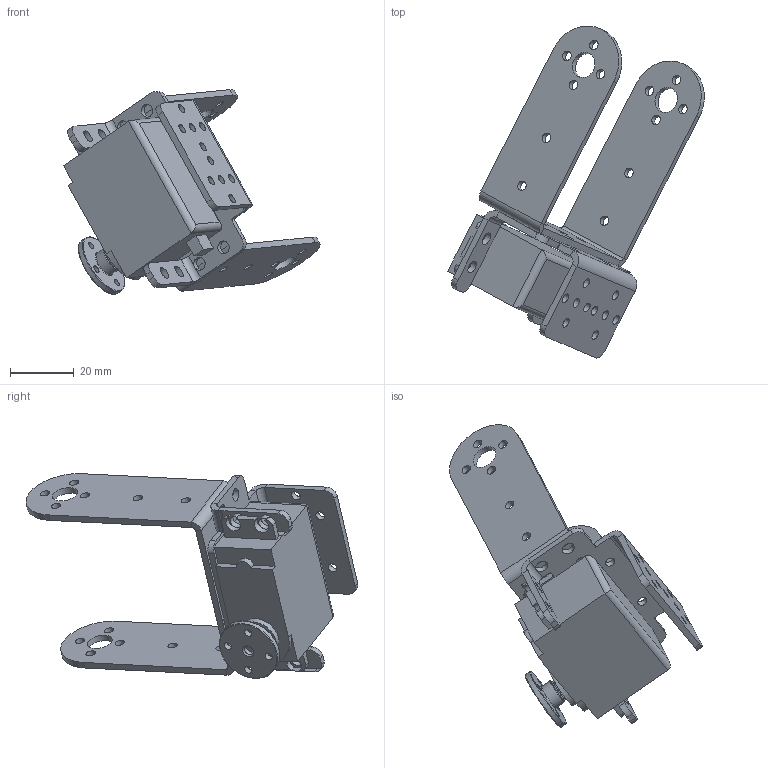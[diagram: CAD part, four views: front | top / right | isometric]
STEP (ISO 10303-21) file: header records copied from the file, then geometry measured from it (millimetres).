
FILE_DESCRIPTION(/* description */ (''),/* implementation_level */ '2;1');
FILE_NAME(/* name */ 'Joint_4_modelo_6R_ipt_74a15448.STEP',/* time_stamp */ '2020-07-01T16:50:52-05:00',/* author */ ('Daniel Caycedo'),/* organization */ (''),/* preprocessor_version */ 'ST-DEVELOPER v16.5',/* originating_system */ 'Autodesk Inventor 2017',/* authorisation */ '');
FILE_SCHEMA (('AUTOMOTIVE_DESIGN { 1 0 10303 214 3 1 1 }'));
Length unit declared in the file: millimetre
Products named in the file (1): Joint_4_modelo_6R
Bounding box: 80.31 x 103.84 x 64.05 mm (x, y, z)
Volume: 40331.9 mm3; surface area: 21336.2 mm2
Topology: 1 solids, 1 shells, 277 faces, 746 edges, 469 vertices
Faces by surface type: plane 149, cylinder 123, torus 4, cone 1
Full cylindrical faces by diameter (mm): 2.5 x4, 3 x37, 4 x8, 8 x6, 13 x1, 20 x1
Entity records: 8637 total; most frequent: DIRECTION 1491, CARTESIAN_POINT 1413, ORIENTED_EDGE 1350, EDGE_CURVE 675, AXIS2_PLACEMENT_3D 538, VERTEX_POINT 460, EDGE_LOOP 433, LINE 415
